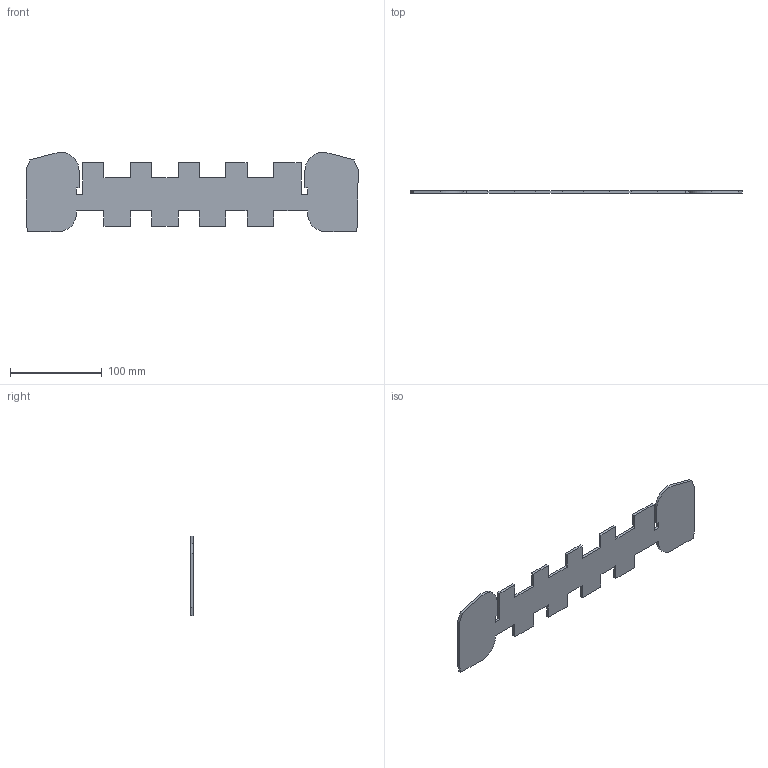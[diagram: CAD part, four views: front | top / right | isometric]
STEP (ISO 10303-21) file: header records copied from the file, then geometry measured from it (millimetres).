
FILE_DESCRIPTION (( 'STEP AP203' ), '1' );
FILE_NAME ('sm link - Flat.STEP', '2015-12-31T12:26:50', ( 'A' ), ( 'Microsoft' ), 'SwSTEP 2.0', 'SolidWorks 2016', '' );
FILE_SCHEMA (( 'CONFIG_CONTROL_DESIGN' ));
Length unit declared in the file: inch
Products named in the file (1): sm link - Flat
Bounding box: 362.14 x 3 x 86.34 mm (x, y, z)
Volume: 65376.4 mm3; surface area: 47557.2 mm2
Topology: 1 solids, 1 shells, 62 faces, 180 edges, 120 vertices
Faces by surface type: plane 58, cylinder 4
Entity records: 2091 total; most frequent: CARTESIAN_POINT 363, ORIENTED_EDGE 360, DIRECTION 314, EDGE_CURVE 180, LINE 172, VECTOR 172, VERTEX_POINT 120, AXIS2_PLACEMENT_3D 71
